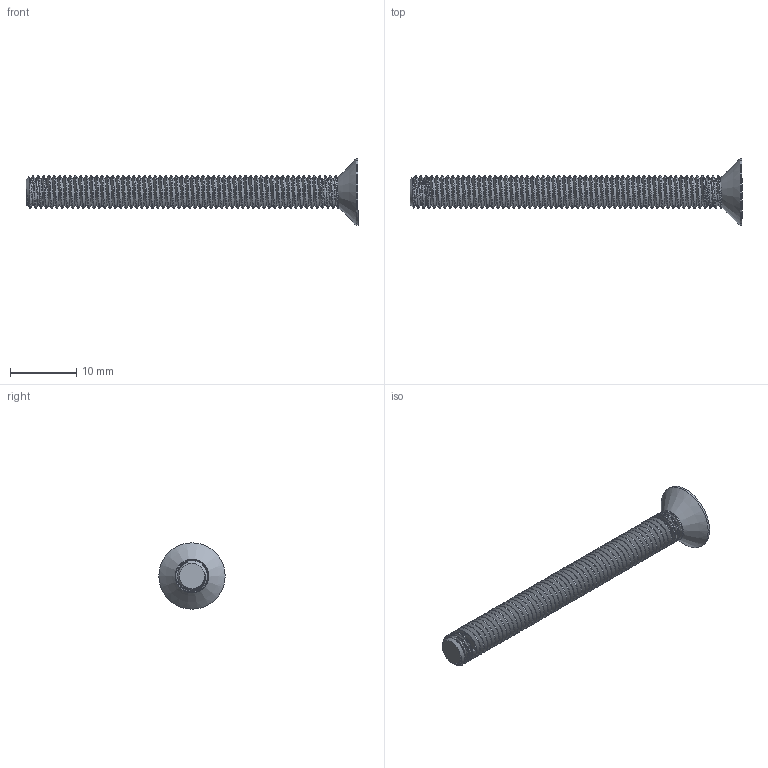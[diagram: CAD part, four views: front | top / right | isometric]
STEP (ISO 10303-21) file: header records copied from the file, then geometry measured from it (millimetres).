
FILE_DESCRIPTION(/* description */ (''),/* implementation_level */ '2;1');
FILE_NAME(/* name */ 'M5x50FHCS-0 v1.step',/* time_stamp */ '2020-09-14T14:32:51-04:00',/* author */ (''),/* organization */ (''),/* preprocessor_version */ 'ST-DEVELOPER v18.1',/* originating_system */ 'Autodesk Translation Framework v9.3.0.1241',/* authorisation */ '');
FILE_SCHEMA (('AUTOMOTIVE_DESIGN { 1 0 10303 214 3 1 1 }'));
Length unit declared in the file: millimetre
Products named in the file (2): M5x50FHCS-0; 92125A228
Assembly tree (1 placements, depth 2):
  M5x50FHCS-0
    92125A228
Bounding box: 50 x 10 x 10 mm (x, y, z)
Volume: 871.4 mm3; surface area: 1362.7 mm2
Topology: 1 solids, 1 shells, 139 faces, 395 edges, 259 vertices
Faces by surface type: cylinder 119, cone 9, plane 9, bspline 2
Full cylindrical faces by diameter (mm): 3.961 x57, 5 x57, 10 x1
Entity records: 15390 total; most frequent: CARTESIAN_POINT 12222, ORIENTED_EDGE 790, DIRECTION 438, EDGE_CURVE 395, VERTEX_POINT 259, B_SPLINE_CURVE_WITH_KNOTS 244, AXIS2_PLACEMENT_3D 153, EDGE_LOOP 140
